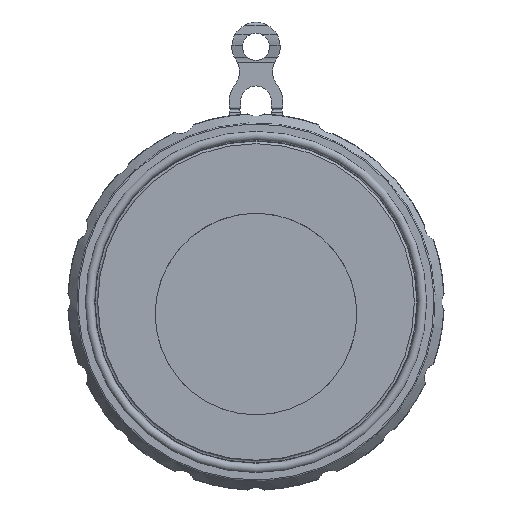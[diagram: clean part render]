
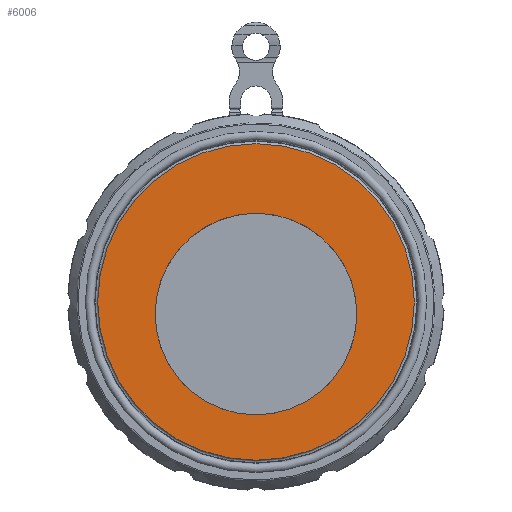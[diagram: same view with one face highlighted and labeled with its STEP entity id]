
A CAD part, left-side view. The second image highlights one B-rep face of the part: STEP entity #6006.
In plain terms, the highlighted planar face has unit normal (-1, 0, 0).
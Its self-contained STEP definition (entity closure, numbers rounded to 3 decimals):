
#4544=CARTESIAN_POINT('',(-17.0,0.,117.75));
#4545=VERTEX_POINT('',#4544);
#4546=CARTESIAN_POINT('',(-17.0,0.0,0.0));
#4547=DIRECTION('',(-1.0,0.0,0.0));
#4548=DIRECTION('',(0.0,0.0,-1.0));
#4549=AXIS2_PLACEMENT_3D('',#4546,#4547,#4548);
#4550=CIRCLE('',#4549,117.75);
#4551=EDGE_CURVE('',#4545,#4545,#4550,.T.);
#4564=CARTESIAN_POINT('',(-17.0,0.,66.0));
#4565=VERTEX_POINT('',#4564);
#4566=CARTESIAN_POINT('',(-17.0,0.0,-9.0));
#4567=DIRECTION('',(1.0,0.0,0.0));
#4568=DIRECTION('',(0.0,0.0,-1.0));
#4569=AXIS2_PLACEMENT_3D('',#4566,#4567,#4568);
#4570=CIRCLE('',#4569,75.0);
#4571=EDGE_CURVE('',#4565,#4565,#4570,.T.);
#5995=CARTESIAN_POINT('',(-17.0,-61.198,25.349));
#5996=DIRECTION('',(-1.0,0.0,0.0));
#5997=DIRECTION('',(0.0,0.0,1.0));
#5998=AXIS2_PLACEMENT_3D('',#5995,#5996,#5997);
#5999=PLANE('',#5998);
#6000=ORIENTED_EDGE('',*,*,#4551,.T.);
#6001=EDGE_LOOP('',(#6000));
#6002=FACE_OUTER_BOUND('',#6001,.T.);
#6003=ORIENTED_EDGE('',*,*,#4571,.T.);
#6004=EDGE_LOOP('',(#6003));
#6005=FACE_BOUND('',#6004,.T.);
#6006=ADVANCED_FACE('',(#6002,#6005),#5999,.T.);
